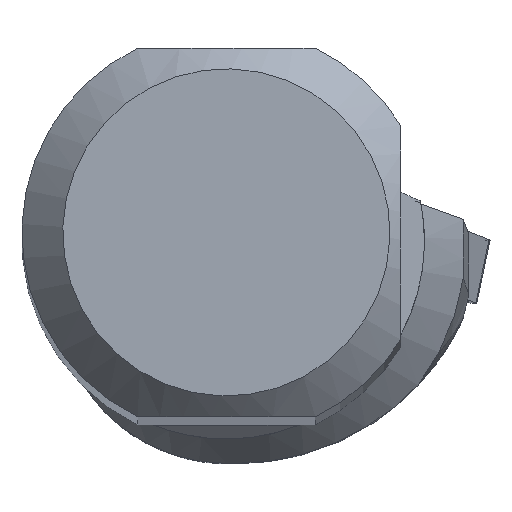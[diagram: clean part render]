
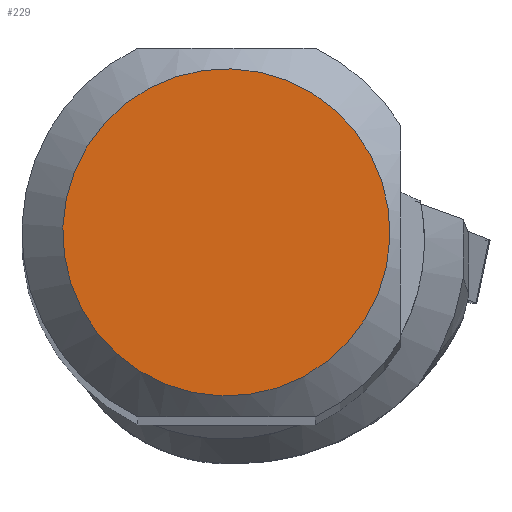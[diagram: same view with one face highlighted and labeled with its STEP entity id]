
A CAD part, top view. The second image highlights one B-rep face of the part: STEP entity #229.
In plain terms, the highlighted planar face has unit normal (0, 0, 1).
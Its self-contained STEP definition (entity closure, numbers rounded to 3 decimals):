
#184=FACE_OUTER_BOUND('',#422,.T.);
#229=ADVANCED_FACE('CU_SU_BP3',(#184),#260,.F.);
#260=PLANE('',#1055);
#422=EDGE_LOOP('',(#616));
#616=ORIENTED_EDGE('',*,*,#870,.T.);
#760=VERTEX_POINT('',#1639);
#870=EDGE_CURVE('',#760,#760,#911,.T.);
#911=CIRCLE('',#1048,7.991);
#1048=AXIS2_PLACEMENT_3D('',#1638,#1262,#1263);
#1055=AXIS2_PLACEMENT_3D('',#1659,#1277,#1278);
#1262=DIRECTION('',(0.,0.,1.));
#1263=DIRECTION('',(-0.979,0.206,0.));
#1277=DIRECTION('',(0.,0.,-1.));
#1278=DIRECTION('',(-0.979,0.206,0.));
#1638=CARTESIAN_POINT('',(0.,0.,
0.));
#1639=CARTESIAN_POINT('',(-7.82,1.648,0.));
#1659=CARTESIAN_POINT('',(-9.991,0.,0.));
